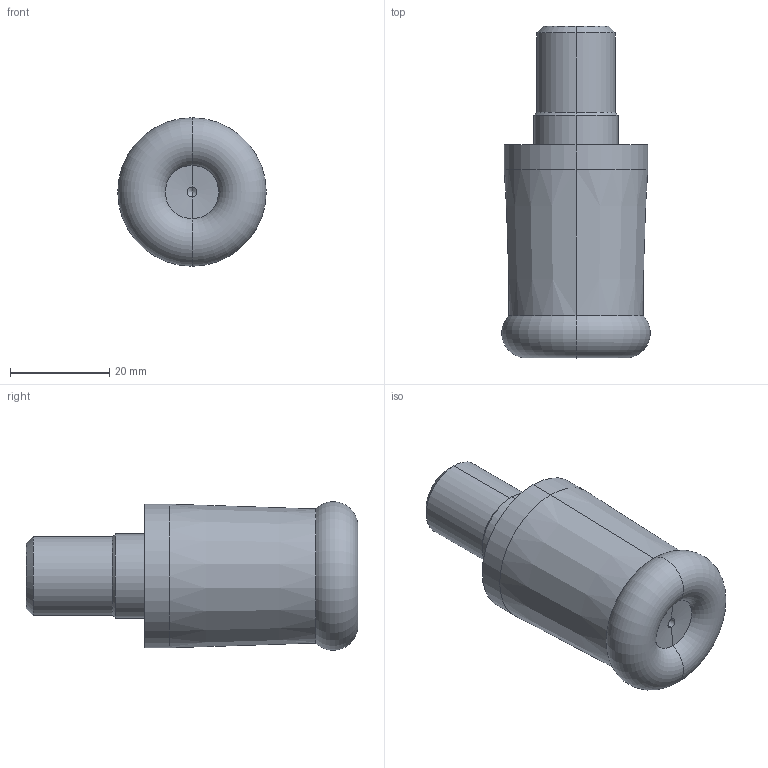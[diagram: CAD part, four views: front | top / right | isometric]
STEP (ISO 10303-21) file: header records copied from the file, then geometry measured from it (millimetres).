
FILE_DESCRIPTION (( 'STEP AP203' ), '1' );
FILE_NAME ('S809-30-43-04-10-.STEP', '2019-04-05T08:45:45', ( '' ), ( '' ), 'SwSTEP 2.0', 'SolidWorks 2018', '' );
FILE_SCHEMA (( 'CONFIG_CONTROL_DESIGN' ));
Length unit declared in the file: millimetre
Products named in the file (1): S809-30-43-04-10-
Bounding box: 29.98 x 67 x 29.98 mm (x, y, z)
Volume: 31287.9 mm3; surface area: 6291.6 mm2
Topology: 1 solids, 1 shells, 26 faces, 54 edges, 28 vertices
Faces by surface type: cone 12, cylinder 10, torus 2, plane 2
Entity records: 731 total; most frequent: DIRECTION 132, CARTESIAN_POINT 105, ORIENTED_EDGE 100, AXIS2_PLACEMENT_3D 55, EDGE_CURVE 50, CIRCLE 28, EDGE_LOOP 28, VERTEX_POINT 28
